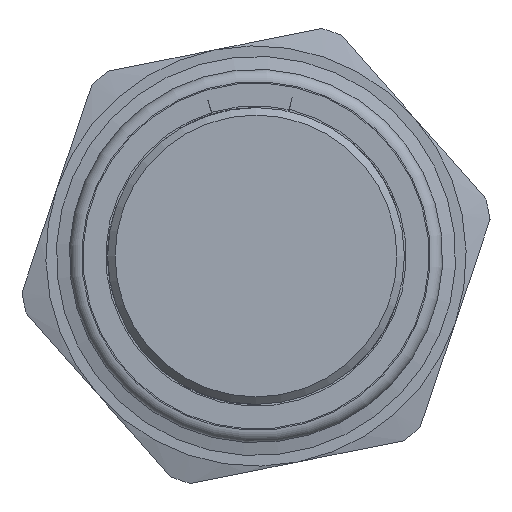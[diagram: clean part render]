
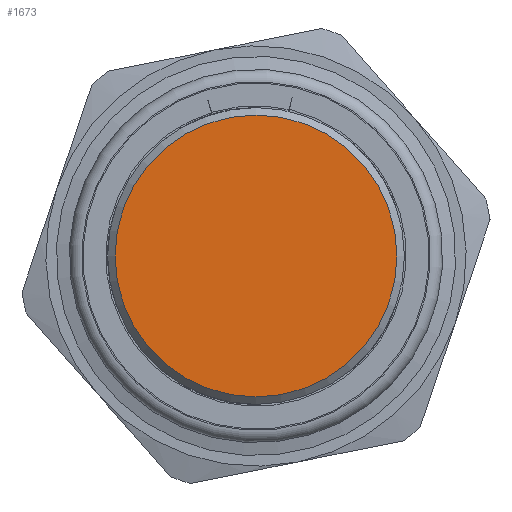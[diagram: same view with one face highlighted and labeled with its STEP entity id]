
A CAD part, left-side view. The second image highlights one B-rep face of the part: STEP entity #1673.
In plain terms, the highlighted planar face has unit normal (-1, 0, 0).
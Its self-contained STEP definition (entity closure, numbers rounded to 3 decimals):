
#1657=CARTESIAN_POINT('',(0.,5.35,0.0));
#1658=DIRECTION('',(-1.0,0.0,0.0));
#1659=DIRECTION('',(0.0,0.0,1.0));
#1660=AXIS2_PLACEMENT_3D('',#1657,#1658,#1659);
#1661=PLANE('',#1660);
#1662=CARTESIAN_POINT('',(0.,5.7,0.0));
#1663=VERTEX_POINT('',#1662);
#1664=CARTESIAN_POINT('',(0.0,0.0,0.0));
#1665=DIRECTION('',(1.0,0.0,0.0));
#1666=DIRECTION('',(0.0,1.0,0.0));
#1667=AXIS2_PLACEMENT_3D('',#1664,#1665,#1666);
#1668=CIRCLE('',#1667,5.7);
#1669=EDGE_CURVE('',#1663,#1663,#1668,.T.);
#1670=ORIENTED_EDGE('',*,*,#1669,.F.);
#1671=EDGE_LOOP('',(#1670));
#1672=FACE_OUTER_BOUND('',#1671,.T.);
#1673=ADVANCED_FACE('',(#1672),#1661,.T.);
